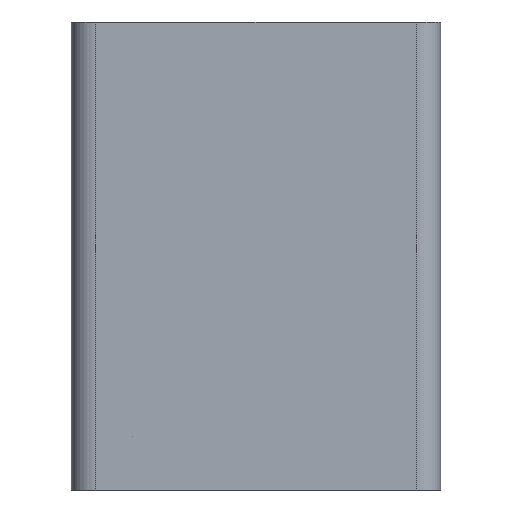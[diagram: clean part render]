
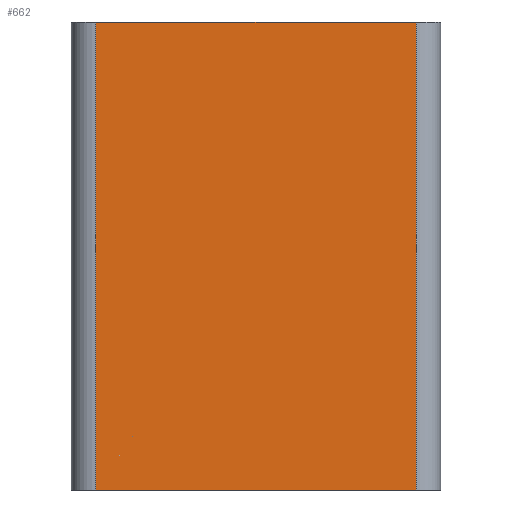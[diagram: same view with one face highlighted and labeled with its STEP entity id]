
A CAD part, front view. The second image highlights one B-rep face of the part: STEP entity #662.
In plain terms, the highlighted planar face has unit normal (0, -1, 0).
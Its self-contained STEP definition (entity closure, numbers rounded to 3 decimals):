
#568=CARTESIAN_POINT('Vertex',(-32.,23.563,121.)) ;
#575=CARTESIAN_POINT('Vertex',(-32.,23.563,102.)) ;
#578=CARTESIAN_POINT('Line Origine',(-32.,23.563,111.5)) ;
#632=CARTESIAN_POINT('Axis2P3D Location',(-33.,23.563,0.)) ;
#637=CARTESIAN_POINT('Line Origine',(-25.5,23.563,121.)) ;
#641=CARTESIAN_POINT('Vertex',(-19.,23.563,121.)) ;
#644=CARTESIAN_POINT('Line Origine',(-25.5,23.563,102.)) ;
#648=CARTESIAN_POINT('Vertex',(-19.,23.563,102.)) ;
#651=CARTESIAN_POINT('Line Origine',(-19.,23.563,111.5)) ;
#579=DIRECTION('Vector Direction',(0.,0.,1.)) ;
#633=DIRECTION('Axis2P3D Direction',(0.,-1.,0.)) ;
#634=DIRECTION('Axis2P3D XDirection',(1.,0.,0.)) ;
#638=DIRECTION('Vector Direction',(1.,0.,0.)) ;
#645=DIRECTION('Vector Direction',(1.,0.,0.)) ;
#652=DIRECTION('Vector Direction',(0.,0.,1.)) ;
#635=AXIS2_PLACEMENT_3D('Plane Axis2P3D',#632,#633,#634) ;
#657=ORIENTED_EDGE('',*,*,#643,.F.) ;
#658=ORIENTED_EDGE('',*,*,#582,.F.) ;
#659=ORIENTED_EDGE('',*,*,#650,.T.) ;
#660=ORIENTED_EDGE('',*,*,#655,.T.) ;
#580=VECTOR('Line Direction',#579,1.) ;
#639=VECTOR('Line Direction',#638,1.) ;
#646=VECTOR('Line Direction',#645,1.) ;
#653=VECTOR('Line Direction',#652,1.) ;
#662=ADVANCED_FACE('Corps principal',(#661),#636,.T.) ;
#582=EDGE_CURVE('',#576,#569,#581,.T.) ;
#643=EDGE_CURVE('',#569,#642,#640,.T.) ;
#650=EDGE_CURVE('',#576,#649,#647,.T.) ;
#655=EDGE_CURVE('',#649,#642,#654,.T.) ;
#656=EDGE_LOOP('',(#657,#658,#659,#660)) ;
#661=FACE_OUTER_BOUND('',#656,.T.) ;
#581=LINE('Line',#578,#580) ;
#640=LINE('Line',#637,#639) ;
#647=LINE('Line',#644,#646) ;
#654=LINE('Line',#651,#653) ;
#636=PLANE('Plane',#635) ;
#569=VERTEX_POINT('',#568) ;
#576=VERTEX_POINT('',#575) ;
#642=VERTEX_POINT('',#641) ;
#649=VERTEX_POINT('',#648) ;
